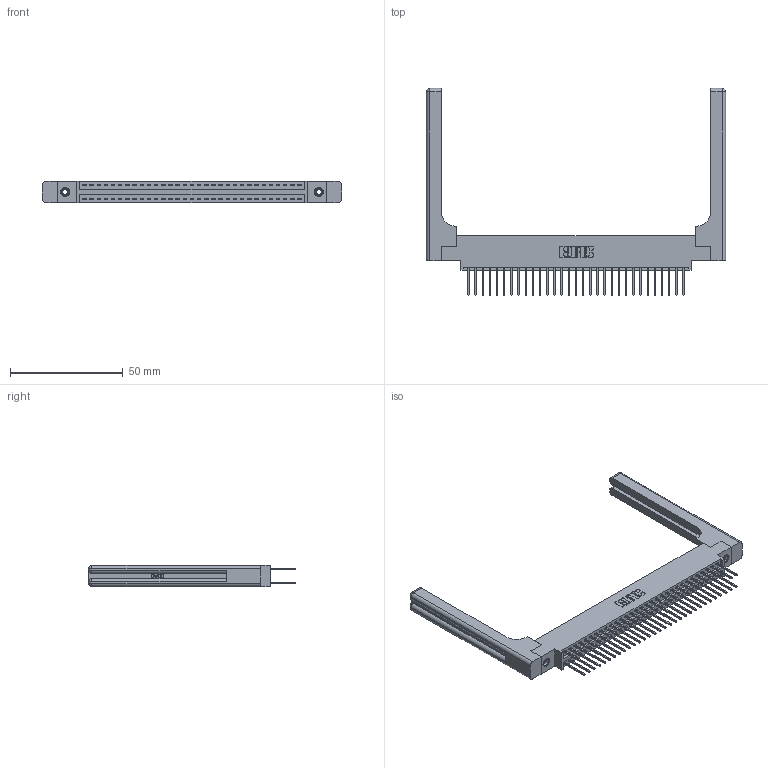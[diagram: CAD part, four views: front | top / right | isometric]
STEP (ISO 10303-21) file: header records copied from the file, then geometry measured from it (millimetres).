
FILE_DESCRIPTION (( 'STEP AP203' ), '1' );
FILE_NAME ('346-062-522-858.STEP', '2022-05-24T13:35:34', ( '' ), ( '' ), 'SwSTEP 2.0', 'SolidWorks 2020', '' );
FILE_SCHEMA (( 'CONFIG_CONTROL_DESIGN' ));
Length unit declared in the file: inch
Products named in the file (5): 346 Part_0.170 Offset - 0.156 Dia-TH; 345-250-001_345-250-001-102; 346-062-522-858; 346-220-058_345-220-058; 345-292-001_345-293-122
Assembly tree (67 placements, depth 2):
  346-062-522-858
    346 Part_0.170 Offset - 0.156 Dia-TH
    345-292-001_345-293-122  x62
    345-250-001_345-250-001-102  x2
    346-220-058_345-220-058  x2
Bounding box: 132.49 x 91.69 x 9.4 mm (x, y, z)
Volume: 20314 mm3; surface area: 23372.2 mm2
Topology: 67 solids, 67 shells, 3620 faces, 10653 edges, 6998 vertices
Faces by surface type: plane 2412, cylinder 1148, bspline 36, cone 12, sphere 8, torus 4
Entity records: 27460 total; most frequent: CARTESIAN_POINT 5555, ORIENTED_EDGE 4284, DIRECTION 3878, EDGE_CURVE 2142, VECTOR 1794, LINE 1794, VERTEX_POINT 1418, AXIS2_PLACEMENT_3D 1042
